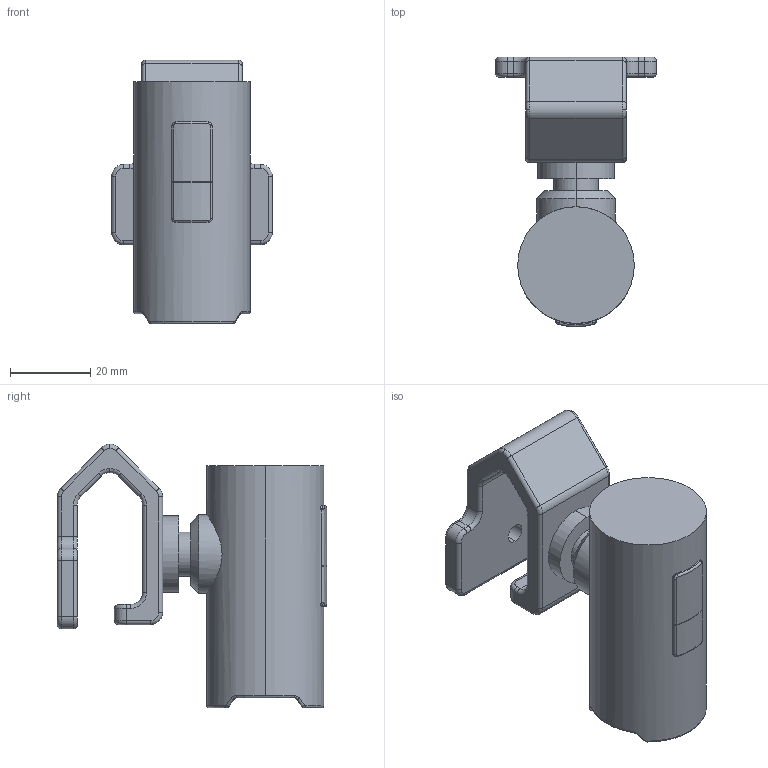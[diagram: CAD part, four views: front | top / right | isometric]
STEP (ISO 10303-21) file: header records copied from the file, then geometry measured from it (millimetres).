
FILE_DESCRIPTION (( 'STEP AP203' ), '1' );
FILE_NAME ('Microsoft 5WH-00002.STEP', '2016-01-24T10:31:53', ( '' ), ( '' ), 'SwSTEP 2.0', 'SolidWorks 2014', '' );
FILE_SCHEMA (( 'CONFIG_CONTROL_DESIGN' ));
Length unit declared in the file: millimetre
Products named in the file (1): Microsoft 5WH-00002
Bounding box: 40 x 67.01 x 65.56 mm (x, y, z)
Volume: 53125 mm3; surface area: 14275.3 mm2
Topology: 1 solids, 1 shells, 193 faces, 447 edges, 262 vertices
Faces by surface type: cylinder 77, torus 46, plane 38, bspline 28, cone 4
Entity records: 6214 total; most frequent: CARTESIAN_POINT 1833, DIRECTION 951, ORIENTED_EDGE 894, EDGE_CURVE 447, AXIS2_PLACEMENT_3D 400, VERTEX_POINT 262, CIRCLE 234, EDGE_LOOP 201
